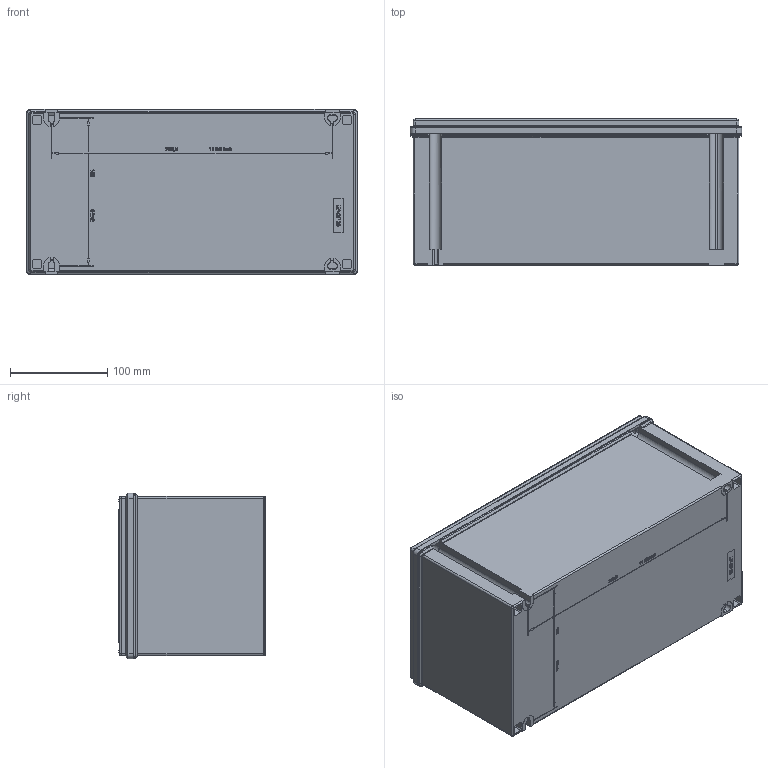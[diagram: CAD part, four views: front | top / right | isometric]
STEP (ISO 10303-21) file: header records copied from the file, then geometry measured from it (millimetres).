
FILE_DESCRIPTION (( 'STEP AP203' ), '1' );
FILE_NAME ('8146-_B73-ap203.STEP', '2012-10-26T10:22:01', ( 'Admin' ), ( 'R. STAHL AG' ), 'SwSTEP 2.0', 'SolidWorks 2012', '' );
FILE_SCHEMA (( 'CONFIG_CONTROL_DESIGN' ));
Length unit declared in the file: millimetre
Products named in the file (10): 81_467_01_04_0; 81_469_01_91_0; 81_467_01_04_0_81_467_01_04_0; 81_469_02_05_0; 81_460_05_05_0_Dichtung; 81_460_05_05_0; 509_642_0; 509_642_0_1_montiert; 8146-_B73-ap203
Assembly tree (15 placements, depth 3):
  8146-_B73-ap203
    81_467_01_04_0_81_467_01_04_0
      81_467_01_04_0
      81_469_01_91_0  x4
    81_460_05_05_0
      81_469_02_05_0
      81_460_05_05_0_Dichtung
    509_642_0  x4
      509_642_0
      509_642_0_1_montiert
Bounding box: 340.5 x 150.3 x 170 mm (x, y, z)
Volume: 872798.7 mm3; surface area: 575281 mm2
Topology: 15 solids, 15 shells, 1649 faces, 4153 edges, 2617 vertices
Faces by surface type: plane 817, bspline 333, cylinder 281, cone 126, torus 80, sphere 12
Entity records: 59244 total; most frequent: CARTESIAN_POINT 26282, ORIENTED_EDGE 7150, DIRECTION 5618, EDGE_CURVE 3575, VERTEX_POINT 2266, LINE 2198, VECTOR 2198, AXIS2_PLACEMENT_3D 1710
